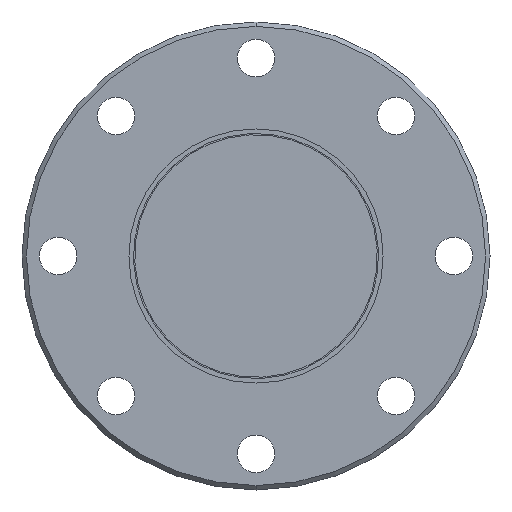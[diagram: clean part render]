
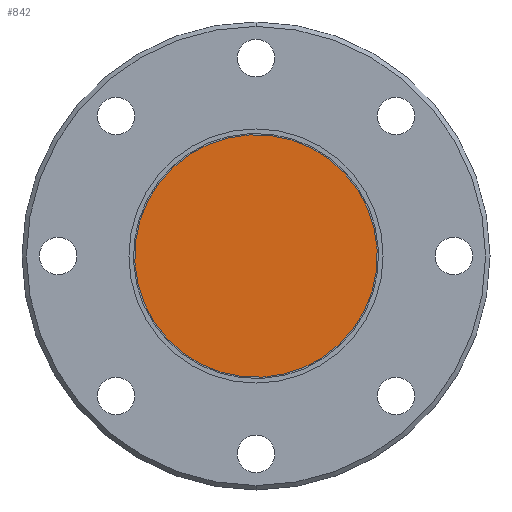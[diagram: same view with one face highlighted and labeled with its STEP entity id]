
A CAD part, front view. The second image highlights one B-rep face of the part: STEP entity #842.
In plain terms, the highlighted planar face has unit normal (0, -1, 0).
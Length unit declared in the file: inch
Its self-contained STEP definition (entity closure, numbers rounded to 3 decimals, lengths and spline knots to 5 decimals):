
#14 = CARTESIAN_POINT ( 'NONE',  ( 0., 0.67775, 0. ) ) ;
#15 = FACE_OUTER_BOUND ( 'NONE', #521, .T. ) ;
#19 = PLANE ( 'NONE',  #1115 ) ;
#20 = DIRECTION ( 'NONE',  ( 0., -1., 0. ) ) ;
#21 = DIRECTION ( 'NONE',  ( -0.973, 0., -0.229 ) ) ;
#70 = VERTEX_POINT ( 'NONE', #546 ) ;
#202 = CARTESIAN_POINT ( 'NONE',  ( 0., 0.67775, 0. ) ) ;
#203 = DIRECTION ( 'NONE',  ( 0., -1., 0. ) ) ;
#204 = DIRECTION ( 'NONE',  ( -0.973, 0., -0.229 ) ) ;
#521 = EDGE_LOOP ( 'NONE', ( #1775, #1756 ) ) ;
#546 = CARTESIAN_POINT ( 'NONE',  ( -0.85028, 0.67775, -0.20007 ) ) ;
#829 = EDGE_CURVE ( 'NONE', #987, #70, #1173, .T. ) ;
#842 = ADVANCED_FACE ( 'NONE', ( #15 ), #19, .T. ) ;
#987 = VERTEX_POINT ( 'NONE', #1058 ) ;
#1058 = CARTESIAN_POINT ( 'NONE',  ( 0.85028, 0.67775, 0.20007 ) ) ;
#1112 = AXIS2_PLACEMENT_3D ( 'NONE', #202, #203, #204 ) ;
#1115 = AXIS2_PLACEMENT_3D ( 'NONE', #14, #20, #21 ) ;
#1173 = CIRCLE ( 'NONE', #1112, 0.8735 ) ;
#1252 = EDGE_CURVE ( 'NONE', #70, #987, #1269, .T. ) ;
#1269 = CIRCLE ( 'NONE', #1359, 0.8735 ) ;
#1359 = AXIS2_PLACEMENT_3D ( 'NONE', #1524, #1525, #1526 ) ;
#1524 = CARTESIAN_POINT ( 'NONE',  ( 0., 0.67775, 0. ) ) ;
#1525 = DIRECTION ( 'NONE',  ( 0., -1., 0. ) ) ;
#1526 = DIRECTION ( 'NONE',  ( -0.973, 0., -0.229 ) ) ;
#1756 = ORIENTED_EDGE ( 'NONE', *, *, #1252, .T. ) ;
#1775 = ORIENTED_EDGE ( 'NONE', *, *, #829, .T. ) ;
